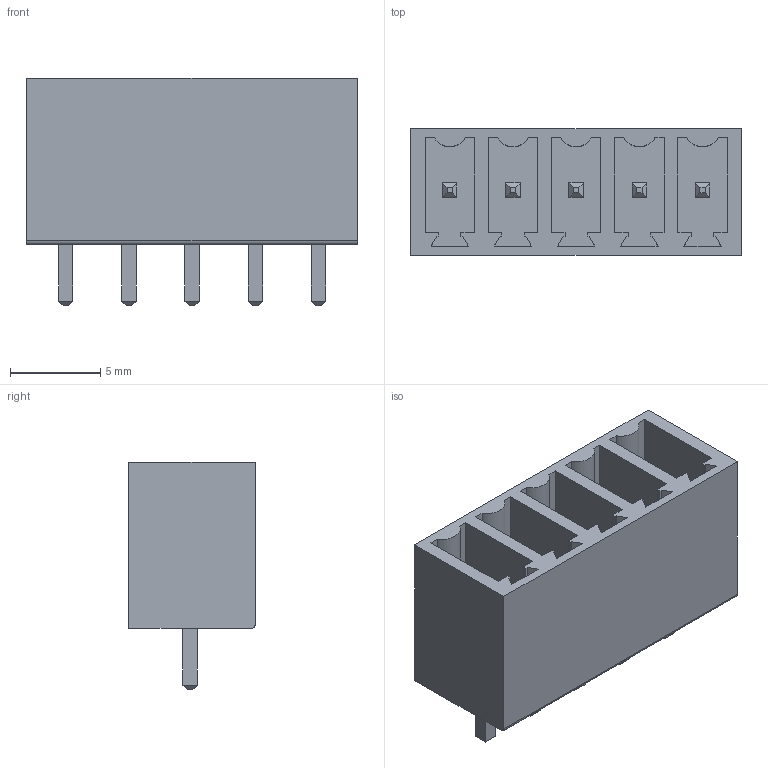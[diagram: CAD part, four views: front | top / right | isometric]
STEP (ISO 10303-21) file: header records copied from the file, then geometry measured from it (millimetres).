
FILE_DESCRIPTION(('STEP AP214'), '1');
FILE_NAME('15EDGVC-3_5-5P-1', '', ('UNSPECIFIED'), ('UNSPECIFIED'), 'ASCON STEP Converter 1.3', 'ASCON Math Kernel', '');
FILE_SCHEMA(('AUTOMOTIVE_DESIGN { 1 0 10303 214 3 1 1}'));
Length unit declared in the file: millimetre
Products named in the file (1): User Library-15EDGVC-3.5-10P-1
Bounding box: 18.28 x 7 x 12.6 mm (x, y, z)
Volume: 645.8 mm3; surface area: 1574.8 mm2
Topology: 1 solids, 1 shells, 172 faces, 425 edges, 270 vertices
Faces by surface type: plane 166, cylinder 6
Entity records: 6356 total; most frequent: CARTESIAN_POINT 868, ORIENTED_EDGE 850, DIRECTION 783, EDGE_CURVE 425, LINE 413, VECTOR 413, VERTEX_POINT 270, FACE_BOUND 187
